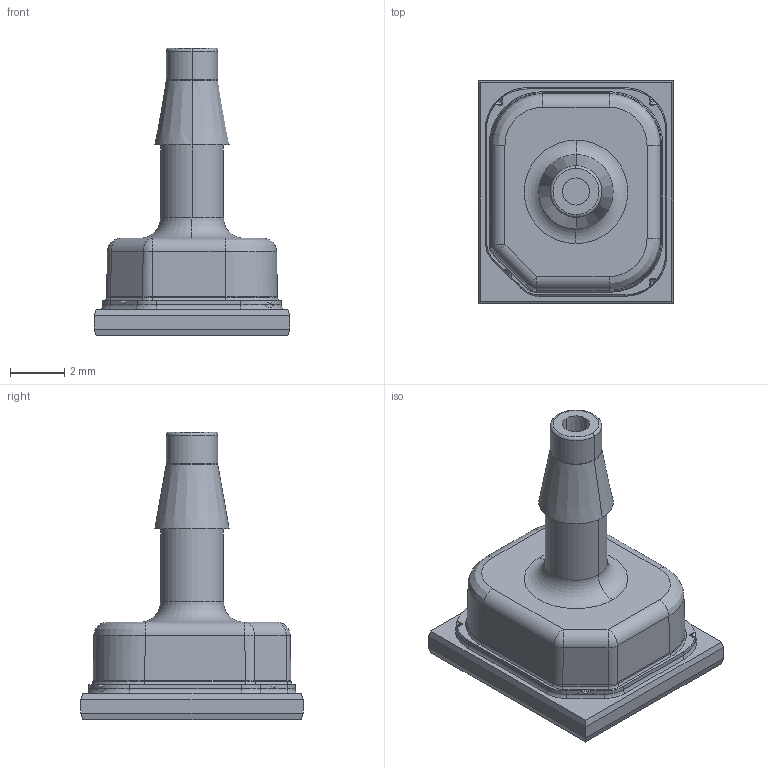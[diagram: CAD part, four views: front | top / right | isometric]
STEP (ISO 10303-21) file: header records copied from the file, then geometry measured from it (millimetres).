
FILE_DESCRIPTION((''),'2;1');
FILE_NAME('001-A-PORT_SW0003','2020-03-06T17:39:40',('H264664'),(''),'CREO PARAMETRIC BY PTC INC, 2017380','CREO PARAMETRIC BY PTC INC, 2017380','');
FILE_SCHEMA(('CONFIG_CONTROL_DESIGN'));
Length unit declared in the file: millimetre
Products named in the file (1): 001-A-PORT_SW0003
Bounding box: 7.2 x 8.2 x 10.59 mm (x, y, z)
Volume: 196 mm3; surface area: 259.3 mm2
Topology: 1 solids, 1 shells, 248 faces, 572 edges, 339 vertices
Faces by surface type: cylinder 101, plane 87, bspline 24, torus 16, extrusion 8, sphere 6, cone 6
Entity records: 8548 total; most frequent: CARTESIAN_POINT 3126, ORIENTED_EDGE 1144, DIRECTION 1070, EDGE_CURVE 572, AXIS2_PLACEMENT_3D 397, VERTEX_POINT 339, VECTOR 276, LINE 268
